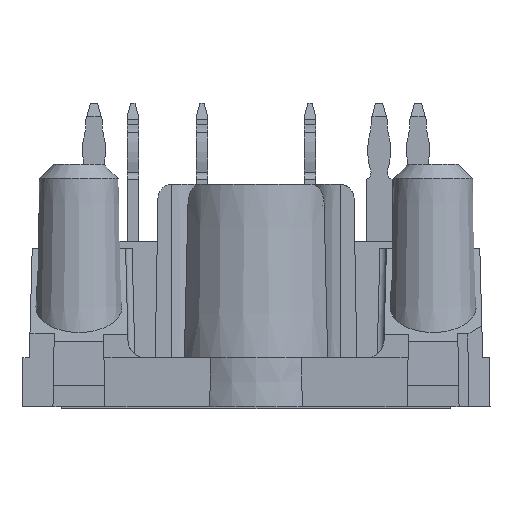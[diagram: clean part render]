
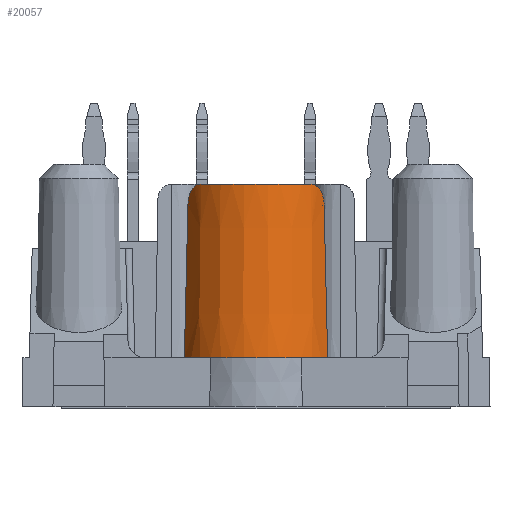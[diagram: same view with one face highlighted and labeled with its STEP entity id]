
A CAD part, left-side view. The second image highlights one B-rep face of the part: STEP entity #20057.
In plain terms, the highlighted conical face has half-angle 1 degrees and reference radius 5.5 mm.
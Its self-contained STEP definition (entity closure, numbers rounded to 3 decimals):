
#34=B_SPLINE_CURVE_WITH_KNOTS('',3,(#27745,#27746,#27747,#27748),
 .UNSPECIFIED.,.F.,.F.,(4,4),(0.,0.011),.UNSPECIFIED.);
#35=B_SPLINE_CURVE_WITH_KNOTS('',3,(#27754,#27755,#27756,#27757),
 .UNSPECIFIED.,.F.,.F.,(4,4),(0.,0.011),.UNSPECIFIED.);
#36=B_SPLINE_CURVE_WITH_KNOTS('',3,(#27759,#27760,#27761,#27762,#27763),
 .UNSPECIFIED.,.F.,.F.,(4,1,4),(0.,0.001,0.002),
 .UNSPECIFIED.);
#37=B_SPLINE_CURVE_WITH_KNOTS('',3,(#27767,#27768,#27769,#27770,#27771),
 .UNSPECIFIED.,.F.,.F.,(4,1,4),(0.,0.001,0.002),
 .UNSPECIFIED.);
#64=CONICAL_SURFACE('',#21067,5.5,0.017);
#213=CIRCLE('',#21062,5.5);
#214=CIRCLE('',#21068,5.5);
#215=CIRCLE('',#21069,5.5);
#216=CIRCLE('',#21070,5.29);
#2044=ORIENTED_EDGE('',*,*,#5900,.T.);
#2045=ORIENTED_EDGE('',*,*,#5901,.F.);
#2046=ORIENTED_EDGE('',*,*,#5891,.F.);
#2047=ORIENTED_EDGE('',*,*,#5902,.F.);
#2048=ORIENTED_EDGE('',*,*,#5903,.F.);
#2049=ORIENTED_EDGE('',*,*,#5904,.F.);
#2050=ORIENTED_EDGE('',*,*,#5905,.T.);
#2051=ORIENTED_EDGE('',*,*,#5906,.F.);
#5891=EDGE_CURVE('',#7845,#7846,#213,.T.);
#5900=EDGE_CURVE('',#7851,#7852,#34,.T.);
#5901=EDGE_CURVE('',#7846,#7852,#214,.T.);
#5902=EDGE_CURVE('',#7853,#7845,#215,.T.);
#5903=EDGE_CURVE('',#7854,#7853,#35,.T.);
#5904=EDGE_CURVE('',#7855,#7854,#36,.T.);
#5905=EDGE_CURVE('',#7855,#7856,#216,.F.);
#5906=EDGE_CURVE('',#7851,#7856,#37,.T.);
#7845=VERTEX_POINT('',#27728);
#7846=VERTEX_POINT('',#27729);
#7851=VERTEX_POINT('',#27749);
#7852=VERTEX_POINT('',#27750);
#7853=VERTEX_POINT('',#27753);
#7854=VERTEX_POINT('',#27758);
#7855=VERTEX_POINT('',#27764);
#7856=VERTEX_POINT('',#27766);
#12197=EDGE_LOOP('',(#2044,#2045,#2046,#2047,#2048,#2049,#2050,#2051));
#13085=FACE_BOUND('',#12197,.T.);
#20057=ADVANCED_FACE('',(#13085),#64,.T.);
#21062=AXIS2_PLACEMENT_3D('',#27727,#23293,#23294);
#21067=AXIS2_PLACEMENT_3D('',#27744,#23309,#23310);
#21068=AXIS2_PLACEMENT_3D('',#27751,#23311,#23312);
#21069=AXIS2_PLACEMENT_3D('',#27752,#23313,#23314);
#21070=AXIS2_PLACEMENT_3D('',#27765,#23315,#23316);
#23293=DIRECTION('',(0.,0.,-1.));
#23294=DIRECTION('',(-1.,0.,0.));
#23309=DIRECTION('',(0.,0.,-1.));
#23310=DIRECTION('',(-1.,0.,0.));
#23311=DIRECTION('',(0.,0.,-1.));
#23312=DIRECTION('',(-1.,0.,0.));
#23313=DIRECTION('',(0.,0.,-1.));
#23314=DIRECTION('',(-1.,0.,0.));
#23315=DIRECTION('',(0.,0.,1.));
#23316=DIRECTION('',(1.,0.,0.));
#27727=CARTESIAN_POINT('',(-27.5,0.,3.4));
#27728=CARTESIAN_POINT('',(-32.,-3.162,3.4));
#27729=CARTESIAN_POINT('',(-32.,3.162,3.4));
#27744=CARTESIAN_POINT('',(-27.5,0.,3.4));
#27745=CARTESIAN_POINT('',(-29.929,4.728,13.976));
#27746=CARTESIAN_POINT('',(-29.9,4.812,10.451));
#27747=CARTESIAN_POINT('',(-29.871,4.895,6.925));
#27748=CARTESIAN_POINT('',(-29.841,4.977,3.4));
#27749=CARTESIAN_POINT('',(-29.929,4.728,13.976));
#27750=CARTESIAN_POINT('',(-29.841,4.977,3.4));
#27751=CARTESIAN_POINT('',(-27.5,0.,3.4));
#27752=CARTESIAN_POINT('',(-27.5,0.,3.4));
#27753=CARTESIAN_POINT('',(-29.841,-4.977,3.4));
#27754=CARTESIAN_POINT('',(-29.929,-4.728,13.976));
#27755=CARTESIAN_POINT('',(-29.9,-4.812,10.451));
#27756=CARTESIAN_POINT('',(-29.871,-4.895,6.925));
#27757=CARTESIAN_POINT('',(-29.841,-4.977,3.4));
#27758=CARTESIAN_POINT('',(-29.929,-4.728,13.976));
#27759=CARTESIAN_POINT('',(-31.16,-3.819,15.45));
#27760=CARTESIAN_POINT('',(-30.873,-4.094,15.45));
#27761=CARTESIAN_POINT('',(-30.239,-4.561,15.148));
#27762=CARTESIAN_POINT('',(-29.932,-4.719,14.373));
#27763=CARTESIAN_POINT('',(-29.929,-4.728,13.976));
#27764=CARTESIAN_POINT('',(-31.16,-3.819,15.45));
#27765=CARTESIAN_POINT('',(-27.5,0.,15.45));
#27766=CARTESIAN_POINT('',(-31.16,3.819,15.45));
#27767=CARTESIAN_POINT('',(-29.929,4.728,13.976));
#27768=CARTESIAN_POINT('',(-29.932,4.719,14.373));
#27769=CARTESIAN_POINT('',(-30.237,4.562,15.146));
#27770=CARTESIAN_POINT('',(-30.873,4.094,15.45));
#27771=CARTESIAN_POINT('',(-31.16,3.819,15.45));
